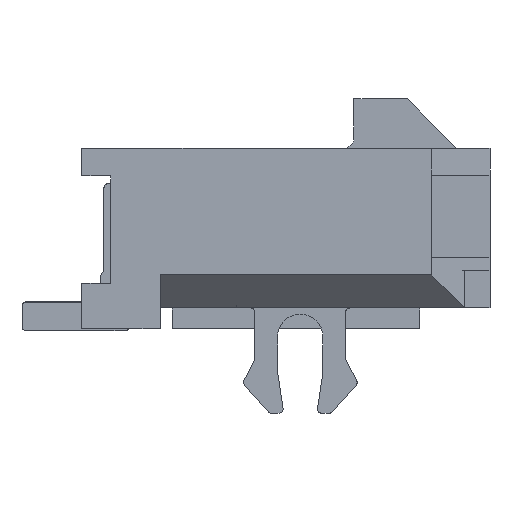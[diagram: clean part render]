
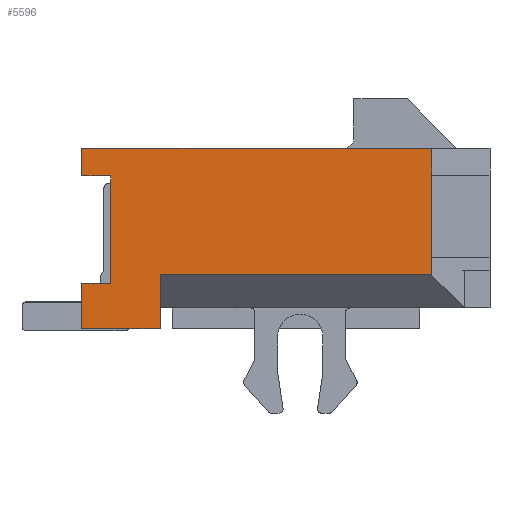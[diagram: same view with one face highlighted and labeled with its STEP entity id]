
A CAD part, left-side view. The second image highlights one B-rep face of the part: STEP entity #5596.
In plain terms, the highlighted planar face has unit normal (-1, 0, 0).
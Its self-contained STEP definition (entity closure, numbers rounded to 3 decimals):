
#660=ORIENTED_EDGE('',*,*,#2219,.T.);
#661=ORIENTED_EDGE('',*,*,#2220,.T.);
#662=ORIENTED_EDGE('',*,*,#1809,.F.);
#663=ORIENTED_EDGE('',*,*,#2221,.T.);
#664=ORIENTED_EDGE('',*,*,#2222,.F.);
#665=ORIENTED_EDGE('',*,*,#2223,.F.);
#666=ORIENTED_EDGE('',*,*,#2224,.F.);
#667=ORIENTED_EDGE('',*,*,#1920,.T.);
#668=ORIENTED_EDGE('',*,*,#2225,.T.);
#669=ORIENTED_EDGE('',*,*,#2226,.T.);
#670=ORIENTED_EDGE('',*,*,#2227,.T.);
#671=ORIENTED_EDGE('',*,*,#2228,.T.);
#1809=EDGE_CURVE('',#2629,#2630,#3163,.T.);
#1920=EDGE_CURVE('',#2738,#2737,#3274,.T.);
#2219=EDGE_CURVE('',#2959,#2960,#3573,.T.);
#2220=EDGE_CURVE('',#2960,#2630,#3574,.T.);
#2221=EDGE_CURVE('',#2629,#2961,#3575,.T.);
#2222=EDGE_CURVE('',#2962,#2961,#3576,.T.);
#2223=EDGE_CURVE('',#2963,#2962,#3577,.T.);
#2224=EDGE_CURVE('',#2738,#2963,#3578,.T.);
#2225=EDGE_CURVE('',#2737,#2964,#3579,.T.);
#2226=EDGE_CURVE('',#2964,#2965,#3580,.T.);
#2227=EDGE_CURVE('',#2965,#2966,#3581,.T.);
#2228=EDGE_CURVE('',#2966,#2959,#3582,.T.);
#2629=VERTEX_POINT('',#7724);
#2630=VERTEX_POINT('',#7726);
#2737=VERTEX_POINT('',#7959);
#2738=VERTEX_POINT('',#7961);
#2959=VERTEX_POINT('',#8537);
#2960=VERTEX_POINT('',#8538);
#2961=VERTEX_POINT('',#8541);
#2962=VERTEX_POINT('',#8543);
#2963=VERTEX_POINT('',#8545);
#2964=VERTEX_POINT('',#8548);
#2965=VERTEX_POINT('',#8550);
#2966=VERTEX_POINT('',#8552);
#3163=LINE('',#7725,#3919);
#3274=LINE('',#7960,#4030);
#3573=LINE('',#8536,#4329);
#3574=LINE('',#8539,#4330);
#3575=LINE('',#8540,#4331);
#3576=LINE('',#8542,#4332);
#3577=LINE('',#8544,#4333);
#3578=LINE('',#8546,#4334);
#3579=LINE('',#8547,#4335);
#3580=LINE('',#8549,#4336);
#3581=LINE('',#8551,#4337);
#3582=LINE('',#8553,#4338);
#3919=VECTOR('',#6233,1000.);
#4030=VECTOR('',#6376,1000.);
#4329=VECTOR('',#6787,1000.);
#4330=VECTOR('',#6788,1000.);
#4331=VECTOR('',#6789,1000.);
#4332=VECTOR('',#6790,1000.);
#4333=VECTOR('',#6791,1000.);
#4334=VECTOR('',#6792,1000.);
#4335=VECTOR('',#6793,1000.);
#4336=VECTOR('',#6794,1000.);
#4337=VECTOR('',#6795,1000.);
#4338=VECTOR('',#6796,1000.);
#4745=EDGE_LOOP('',(#660,#661,#662,#663,#664,#665,#666,#667,#668,#669,#670,
#671));
#5049=FACE_BOUND('',#4745,.T.);
#5340=PLANE('',#5922);
#5596=ADVANCED_FACE('',(#5049),#5340,.T.);
#5922=AXIS2_PLACEMENT_3D('',#8535,#6785,#6786);
#6233=DIRECTION('',(0.,0.,-1.));
#6376=DIRECTION('',(0.,1.,0.));
#6785=DIRECTION('',(-1.,0.,0.));
#6786=DIRECTION('',(0.,0.,1.));
#6787=DIRECTION('',(0.,0.,-1.));
#6788=DIRECTION('',(0.,-1.,0.));
#6789=DIRECTION('',(0.,-1.,0.));
#6790=DIRECTION('',(0.,0.,-1.));
#6791=DIRECTION('',(0.,0.,-1.));
#6792=DIRECTION('',(0.,0.,-1.));
#6793=DIRECTION('',(0.,0.,-1.));
#6794=DIRECTION('',(0.,-1.,0.));
#6795=DIRECTION('',(0.,0.,-1.));
#6796=DIRECTION('',(0.,1.,0.));
#7724=CARTESIAN_POINT('',(-9.325,3.05,-0.885));
#7725=CARTESIAN_POINT('',(-9.325,3.05,-1.685));
#7726=CARTESIAN_POINT('',(-9.325,3.05,-2.185));
#7959=CARTESIAN_POINT('',(-9.325,4.95,2.185));
#7960=CARTESIAN_POINT('',(-9.325,-4.95,2.185));
#7961=CARTESIAN_POINT('',(-9.325,-3.536,2.185));
#8535=CARTESIAN_POINT('',(-9.325,0.,0.));
#8536=CARTESIAN_POINT('',(-9.325,4.95,2.185));
#8537=CARTESIAN_POINT('',(-9.325,4.95,-1.085));
#8538=CARTESIAN_POINT('',(-9.325,4.95,-2.185));
#8539=CARTESIAN_POINT('',(-9.325,4.95,-2.185));
#8540=CARTESIAN_POINT('',(-9.325,0.,-0.885));
#8541=CARTESIAN_POINT('',(-9.325,-3.536,-0.885));
#8542=CARTESIAN_POINT('',(-9.325,-3.536,0.));
#8543=CARTESIAN_POINT('',(-9.325,-3.536,-0.465));
#8544=CARTESIAN_POINT('',(-9.325,-3.536,1.535));
#8545=CARTESIAN_POINT('',(-9.325,-3.536,1.535));
#8546=CARTESIAN_POINT('',(-9.325,-3.536,0.));
#8547=CARTESIAN_POINT('',(-9.325,4.95,2.185));
#8548=CARTESIAN_POINT('',(-9.325,4.95,1.515));
#8549=CARTESIAN_POINT('',(-9.325,0.,1.515));
#8550=CARTESIAN_POINT('',(-9.325,4.25,1.515));
#8551=CARTESIAN_POINT('',(-9.325,4.25,0.));
#8552=CARTESIAN_POINT('',(-9.325,4.25,-1.085));
#8553=CARTESIAN_POINT('',(-9.325,0.,-1.085));
